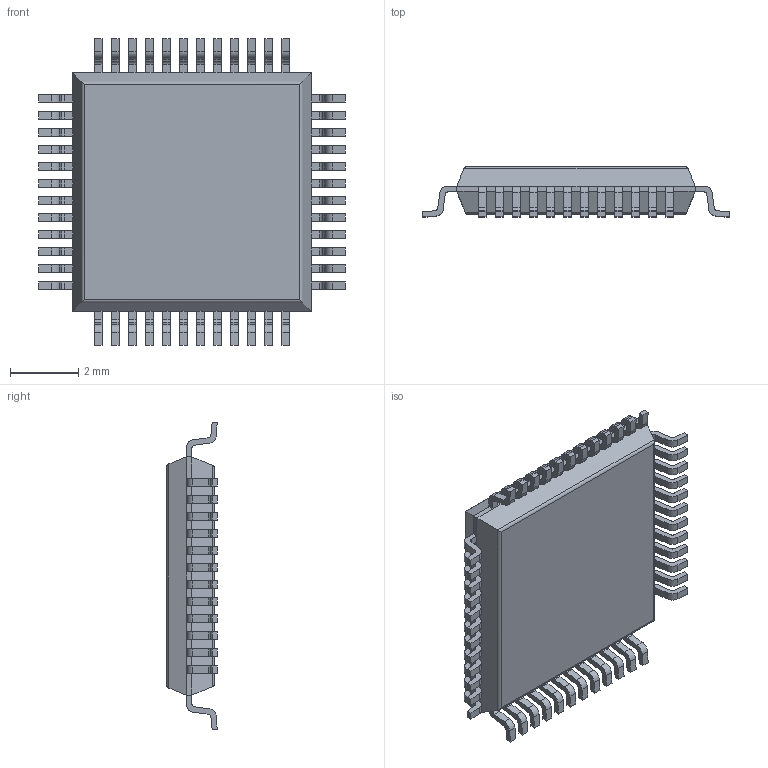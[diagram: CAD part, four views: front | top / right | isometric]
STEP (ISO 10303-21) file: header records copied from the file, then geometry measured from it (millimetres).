
FILE_DESCRIPTION(('STEP AP242'),'1');
FILE_NAME('stm32f103c8t6.stp','2020-03-19T10:57:39',('TraceParts'),('TraceParts S.A.'),'Spatial InterOp 3D',' ',' ');
FILE_SCHEMA(('AP242_MANAGED_MODEL_BASED_3D_ENGINEERING_MIM_LF {1 0 10303 442 1 1 4}'));
Length unit declared in the file: millimetre
Products named in the file (1): stm32f103c8t6
Bounding box: 9 x 1.48 x 9 mm (x, y, z)
Volume: 66.7 mm3; surface area: 179.4 mm2
Topology: 1 solids, 1 shells, 649 faces, 1826 edges, 1180 vertices
Faces by surface type: plane 447, cylinder 202
Entity records: 25948 total; most frequent: CARTESIAN_POINT 3656, ORIENTED_EDGE 3652, DIRECTION 3522, EDGE_CURVE 1826, LINE 1430, VECTOR 1430, VERTEX_POINT 1180, AXIS2_PLACEMENT_3D 1046
